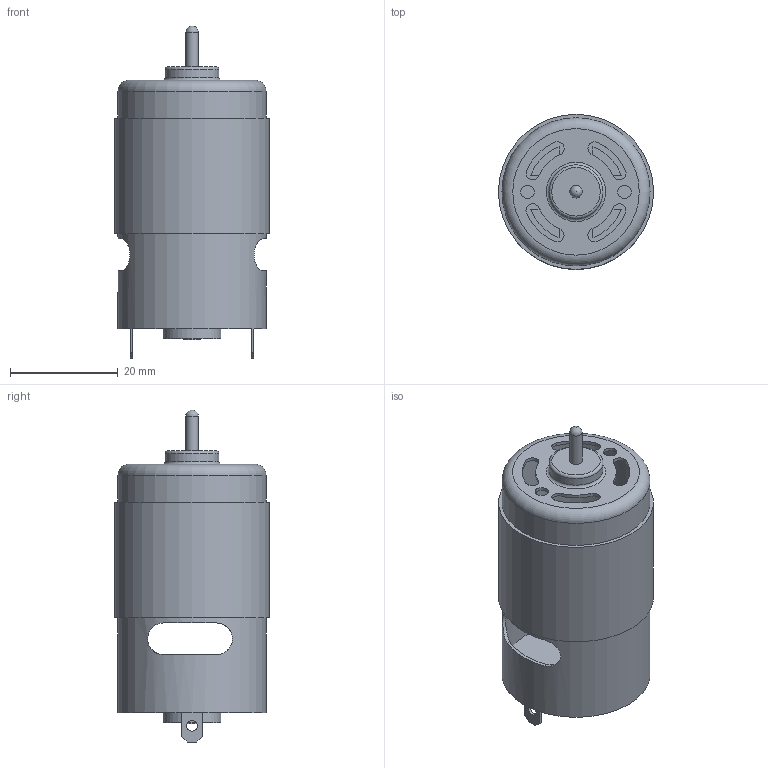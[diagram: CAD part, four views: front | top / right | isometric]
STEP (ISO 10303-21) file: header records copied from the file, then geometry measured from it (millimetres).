
FILE_DESCRIPTION(/* description */ ('Motor - BaneBots RS-395'),/* implementation_level */ '2;1');
FILE_NAME(/* name */ 'MOT_BaneBots_RS-395.ipt.step',/* time_stamp */ '2015-01-02T19:26:18-08:00',/* author */ ('Autodesk, Inc.'),/* organization */ ('Autodesk, Inc.'),/* preprocessor_version */ 'ST-DEVELOPER v15.6',/* originating_system */ 'Autodesk Inventor 2015',/* authorisation */ '');
FILE_SCHEMA (('AUTOMOTIVE_DESIGN { 1 0 10303 214 3 1 1 }'));
Length unit declared in the file: millimetre
Products named in the file (1): MOT_BaneBots_RS-395
Bounding box: 28.8 x 28.8 x 61.65 mm (x, y, z)
Volume: 4742.3 mm3; surface area: 10056.9 mm2
Topology: 1 solids, 1 shells, 90 faces, 223 edges, 149 vertices
Faces by surface type: cylinder 43, plane 42, torus 4, sphere 1
Full cylindrical faces by diameter (mm): 2 x2, 2.3 x1, 2.5 x2, 3.2 x1, 6.9 x1, 10 x1, 10.75 x1, 20 x1, 26.26 x2, 27.5 x2, 28.8 x1
Entity records: 2712 total; most frequent: CARTESIAN_POINT 559, DIRECTION 454, ORIENTED_EDGE 380, EDGE_CURVE 190, AXIS2_PLACEMENT_3D 181, EDGE_LOOP 144, VERTEX_POINT 138, LINE 92
